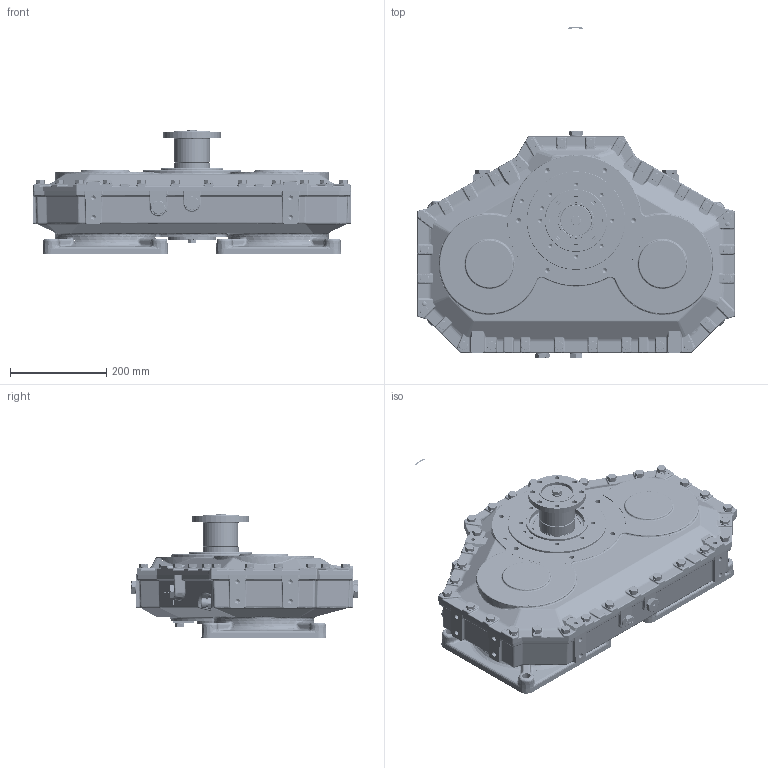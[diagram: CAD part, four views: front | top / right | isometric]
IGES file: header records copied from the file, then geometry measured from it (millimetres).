
Start section: SolidWorks IGES file using analytic representation for surfaces
Global section: file name: 1029017G.IGS; native system: SolidWorks 2007; preprocessor: SolidWorks 2007; author: piccagliad; date: 160211.105510; units: millimetre
Bounding box: 660 x 690.04 x 259.5 mm (x, y, z)
Surface area: 2662760.6 mm2 (no closed solid volume)
Topology: 0 solids, 0 shells, 7872 faces, 104717 edges, 104583 vertices
Faces by surface type: bspline 4775, revolution 3097
